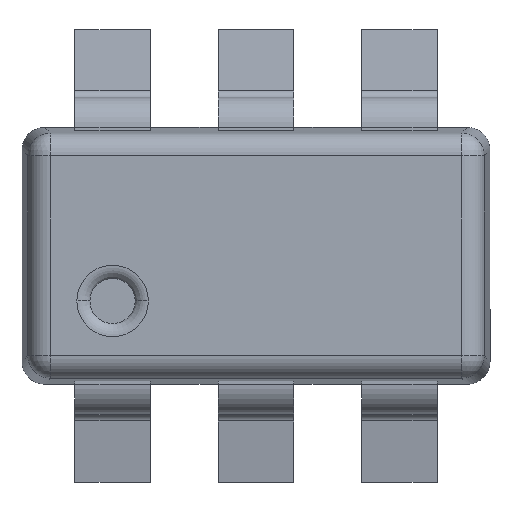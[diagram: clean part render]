
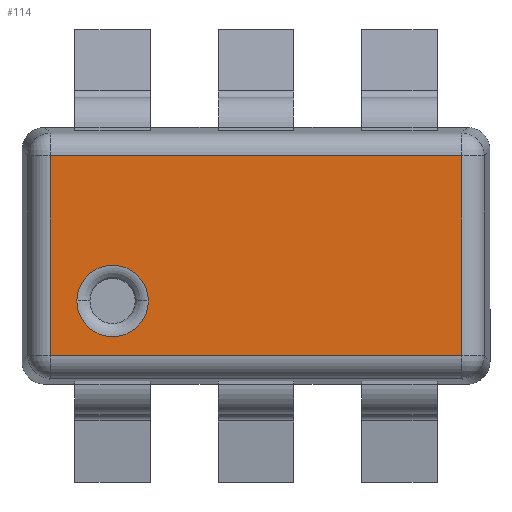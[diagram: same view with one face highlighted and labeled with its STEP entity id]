
A CAD part, top view. The second image highlights one B-rep face of the part: STEP entity #114.
In plain terms, the highlighted planar face has unit normal (0, 0, 1).
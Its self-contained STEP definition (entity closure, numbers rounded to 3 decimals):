
#35 = VERTEX_POINT ( 'NONE', #1730 ) ;
#114 = ADVANCED_FACE ( 'NONE', ( #3359, #827 ), #3617, .T. ) ;
#150 = CARTESIAN_POINT ( 'NONE',  ( 1.362, 0.662, 1.4 ) ) ;
#219 = VECTOR ( 'NONE', #3701, 1000. ) ;
#307 = VECTOR ( 'NONE', #753, 1000. ) ;
#333 = CARTESIAN_POINT ( 'NONE',  ( -1.187, -0.3, 1.4 ) ) ;
#338 = EDGE_CURVE ( 'NONE', #4604, #4349, #1419, .T. ) ;
#344 = EDGE_CURVE ( 'NONE', #1151, #4376, #1509, .T. ) ;
#417 = DIRECTION ( 'NONE',  ( 1., 0., 0. ) ) ;
#634 = CARTESIAN_POINT ( 'NONE',  ( 1.362, -0.662, 1.4 ) ) ;
#753 = DIRECTION ( 'NONE',  ( 1., 0., 0. ) ) ;
#799 = CARTESIAN_POINT ( 'NONE',  ( -1.497, 0.662, 1.4 ) ) ;
#803 = AXIS2_PLACEMENT_3D ( 'NONE', #1948, #4462, #1999 ) ;
#813 = LINE ( 'NONE', #2576, #219 ) ;
#820 = DIRECTION ( 'NONE',  ( 1., 0., 0. ) ) ;
#827 = FACE_OUTER_BOUND ( 'NONE', #918, .T. ) ;
#842 = CARTESIAN_POINT ( 'NONE',  ( -0.95, -0.3, 1.4 ) ) ;
#918 = EDGE_LOOP ( 'NONE', ( #2495, #4336, #3507, #4013 ) ) ;
#982 = ORIENTED_EDGE ( 'NONE', *, *, #3675, .T. ) ;
#1151 = VERTEX_POINT ( 'NONE', #150 ) ;
#1371 = CIRCLE ( 'NONE', #1676, 0.237 ) ;
#1419 = LINE ( 'NONE', #3285, #307 ) ;
#1509 = LINE ( 'NONE', #799, #3727 ) ;
#1676 = AXIS2_PLACEMENT_3D ( 'NONE', #842, #2979, #820 ) ;
#1688 = AXIS2_PLACEMENT_3D ( 'NONE', #2989, #4364, #417 ) ;
#1730 = CARTESIAN_POINT ( 'NONE',  ( -0.713, -0.3, 1.4 ) ) ;
#1948 = CARTESIAN_POINT ( 'NONE',  ( -0.95, -0.3, 1.4 ) ) ;
#1999 = DIRECTION ( 'NONE',  ( 1., 0., 0. ) ) ;
#2141 = LINE ( 'NONE', #2911, #3724 ) ;
#2495 = ORIENTED_EDGE ( 'NONE', *, *, #4420, .T. ) ;
#2502 = EDGE_CURVE ( 'NONE', #35, #2842, #4499, .T. ) ;
#2576 = CARTESIAN_POINT ( 'NONE',  ( -1.362, -0.797, 1.4 ) ) ;
#2842 = VERTEX_POINT ( 'NONE', #333 ) ;
#2901 = EDGE_LOOP ( 'NONE', ( #3032, #982 ) ) ;
#2906 = CARTESIAN_POINT ( 'NONE',  ( -1.362, -0.662, 1.4 ) ) ;
#2911 = CARTESIAN_POINT ( 'NONE',  ( 1.362, 0.797, 1.4 ) ) ;
#2955 = DIRECTION ( 'NONE',  ( -1., 0., 0. ) ) ;
#2979 = DIRECTION ( 'NONE',  ( 0., 0., -1. ) ) ;
#2989 = CARTESIAN_POINT ( 'NONE',  ( 0., 0., 1.4 ) ) ;
#3032 = ORIENTED_EDGE ( 'NONE', *, *, #2502, .T. ) ;
#3244 = EDGE_CURVE ( 'NONE', #4376, #4604, #813, .T. ) ;
#3285 = CARTESIAN_POINT ( 'NONE',  ( 1.497, -0.662, 1.4 ) ) ;
#3359 = FACE_BOUND ( 'NONE', #2901, .T. ) ;
#3507 = ORIENTED_EDGE ( 'NONE', *, *, #3244, .T. ) ;
#3538 = CARTESIAN_POINT ( 'NONE',  ( -1.362, 0.662, 1.4 ) ) ;
#3617 = PLANE ( 'NONE',  #1688 ) ;
#3675 = EDGE_CURVE ( 'NONE', #2842, #35, #1371, .T. ) ;
#3701 = DIRECTION ( 'NONE',  ( 0., -1., 0. ) ) ;
#3724 = VECTOR ( 'NONE', #4335, 1000. ) ;
#3727 = VECTOR ( 'NONE', #2955, 1000. ) ;
#4013 = ORIENTED_EDGE ( 'NONE', *, *, #338, .T. ) ;
#4335 = DIRECTION ( 'NONE',  ( 0., 1., 0. ) ) ;
#4336 = ORIENTED_EDGE ( 'NONE', *, *, #344, .T. ) ;
#4349 = VERTEX_POINT ( 'NONE', #634 ) ;
#4364 = DIRECTION ( 'NONE',  ( 0., 0., 1. ) ) ;
#4376 = VERTEX_POINT ( 'NONE', #3538 ) ;
#4420 = EDGE_CURVE ( 'NONE', #4349, #1151, #2141, .T. ) ;
#4462 = DIRECTION ( 'NONE',  ( 0., 0., -1. ) ) ;
#4499 = CIRCLE ( 'NONE', #803, 0.237 ) ;
#4604 = VERTEX_POINT ( 'NONE', #2906 ) ;
